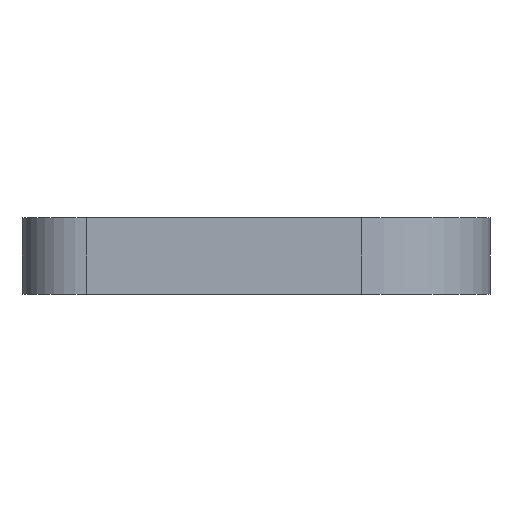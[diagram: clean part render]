
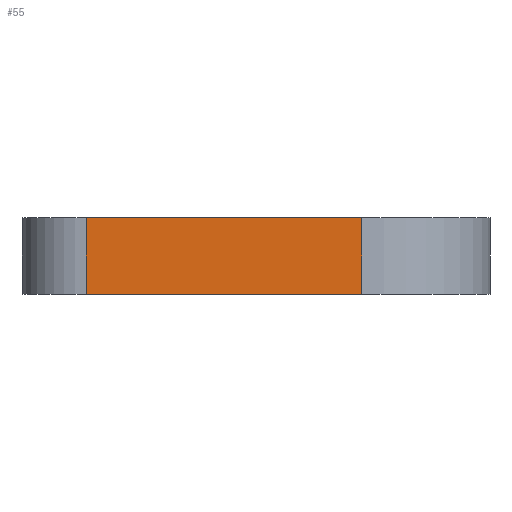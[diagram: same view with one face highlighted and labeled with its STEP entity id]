
A CAD part, front view. The second image highlights one B-rep face of the part: STEP entity #55.
In plain terms, the highlighted planar face has unit normal (0, -1, 0).
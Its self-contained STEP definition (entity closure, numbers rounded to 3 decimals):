
#45=PLANE('',#308);
#55=ADVANCED_FACE('',(#75),#45,.T.);
#75=FACE_OUTER_BOUND('',#89,.T.);
#89=EDGE_LOOP('',(#146,#147,#148,#149));
#146=ORIENTED_EDGE('',*,*,#230,.T.);
#147=ORIENTED_EDGE('',*,*,#212,.T.);
#148=ORIENTED_EDGE('',*,*,#219,.F.);
#149=ORIENTED_EDGE('',*,*,#235,.T.);
#188=VERTEX_POINT('',#409);
#189=VERTEX_POINT('',#411);
#194=VERTEX_POINT('',#423);
#203=VERTEX_POINT('',#445);
#212=EDGE_CURVE('',#189,#188,#245,.T.);
#219=EDGE_CURVE('',#194,#188,#249,.T.);
#230=EDGE_CURVE('',#203,#189,#256,.T.);
#235=EDGE_CURVE('',#194,#203,#259,.T.);
#245=LINE('',#410,#269);
#249=LINE('',#424,#273);
#256=LINE('',#444,#280);
#259=LINE('',#454,#283);
#269=VECTOR('',#330,1.);
#273=VECTOR('',#342,1.);
#280=VECTOR('',#359,1.);
#283=VECTOR('',#370,1.);
#308=AXIS2_PLACEMENT_3D('',#455,#371,#372);
#330=DIRECTION('',(0.,0.,-1.));
#342=DIRECTION('',(-1.,0.,0.));
#359=DIRECTION('',(-1.,0.,0.));
#370=DIRECTION('',(0.,0.,1.));
#371=DIRECTION('',(0.,-1.,0.));
#372=DIRECTION('',(0.,0.,1.));
#409=CARTESIAN_POINT('',(11.,-25.6,-3.1));
#410=CARTESIAN_POINT('',(11.,-25.6,-1.9));
#411=CARTESIAN_POINT('',(11.,-25.6,-1.9));
#423=CARTESIAN_POINT('',(15.3,-25.6,-3.1));
#424=CARTESIAN_POINT('',(17.3,-25.6,-3.1));
#444=CARTESIAN_POINT('',(17.3,-25.6,-1.9));
#445=CARTESIAN_POINT('',(15.3,-25.6,-1.9));
#454=CARTESIAN_POINT('',(15.3,-25.6,-1.9));
#455=CARTESIAN_POINT('',(17.3,-25.6,-1.9));
